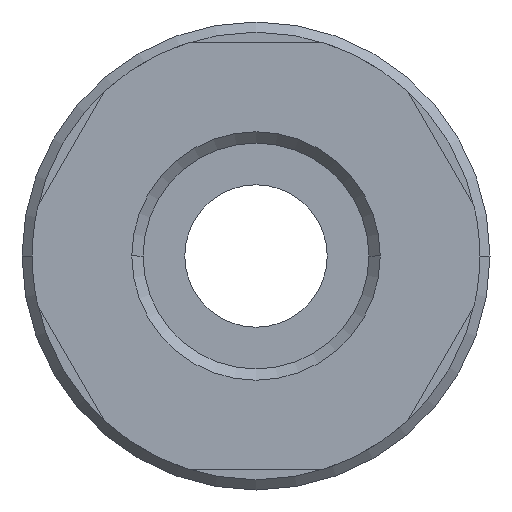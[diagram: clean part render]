
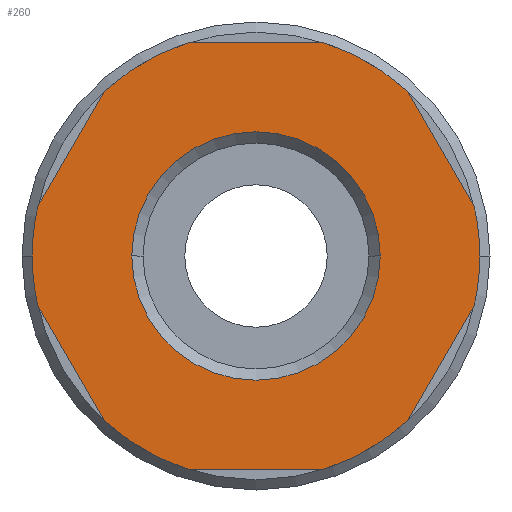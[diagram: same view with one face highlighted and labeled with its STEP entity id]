
A CAD part, front view. The second image highlights one B-rep face of the part: STEP entity #260.
In plain terms, the highlighted planar face has unit normal (0, -1, 0).
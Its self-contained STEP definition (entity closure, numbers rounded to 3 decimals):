
#260=ADVANCED_FACE('',(#526,#527),#528,.T.);
#526=FACE_BOUND('',#789,.T.);
#527=FACE_OUTER_BOUND('',#790,.T.);
#528=PLANE('',#791);
#789=EDGE_LOOP('',(#1444,#1445));
#790=EDGE_LOOP('',(#1446,#1447,#1448,#1449,#1450,#1451,#1452,#1453,#1454,#1455,#1456,#1457,#1458,#1459));
#791=AXIS2_PLACEMENT_3D('',#1460,#1461,#1462);
#1444=ORIENTED_EDGE('',*,*,#1532,.T.);
#1445=ORIENTED_EDGE('',*,*,#1625,.T.);
#1446=ORIENTED_EDGE('',*,*,#1716,.T.);
#1447=ORIENTED_EDGE('',*,*,#1722,.F.);
#1448=ORIENTED_EDGE('',*,*,#1581,.T.);
#1449=ORIENTED_EDGE('',*,*,#1611,.F.);
#1450=ORIENTED_EDGE('',*,*,#1732,.T.);
#1451=ORIENTED_EDGE('',*,*,#1740,.F.);
#1452=ORIENTED_EDGE('',*,*,#1751,.F.);
#1453=ORIENTED_EDGE('',*,*,#1697,.T.);
#1454=ORIENTED_EDGE('',*,*,#1566,.F.);
#1455=ORIENTED_EDGE('',*,*,#1653,.T.);
#1456=ORIENTED_EDGE('',*,*,#1682,.F.);
#1457=ORIENTED_EDGE('',*,*,#1637,.T.);
#1458=ORIENTED_EDGE('',*,*,#1687,.F.);
#1459=ORIENTED_EDGE('',*,*,#1512,.F.);
#1460=CARTESIAN_POINT('',(5.5,0.0,0.0));
#1461=DIRECTION('',(-0.0,-1.0,-0.0));
#1462=DIRECTION('',(-1.0,0.0,0.0));
#1512=EDGE_CURVE('',#1787,#1783,#1789,.T.);
#1532=EDGE_CURVE('',#1823,#1821,#1824,.T.);
#1566=EDGE_CURVE('',#1878,#1873,#1880,.T.);
#1581=EDGE_CURVE('',#1901,#1898,#1902,.T.);
#1611=EDGE_CURVE('',#1944,#1898,#1946,.T.);
#1625=EDGE_CURVE('',#1821,#1823,#1966,.T.);
#1637=EDGE_CURVE('',#1983,#1980,#1984,.T.);
#1653=EDGE_CURVE('',#1878,#2002,#2005,.T.);
#1682=EDGE_CURVE('',#1983,#2002,#2040,.T.);
#1687=EDGE_CURVE('',#1783,#1980,#2045,.T.);
#1697=EDGE_CURVE('',#2059,#1873,#2060,.T.);
#1716=EDGE_CURVE('',#1787,#2079,#2082,.T.);
#1722=EDGE_CURVE('',#1901,#2079,#2088,.T.);
#1732=EDGE_CURVE('',#1944,#2099,#2101,.T.);
#1740=EDGE_CURVE('',#2108,#2099,#2110,.T.);
#1751=EDGE_CURVE('',#2059,#2108,#2121,.T.);
#1783=VERTEX_POINT('',#2169);
#1787=VERTEX_POINT('',#2174);
#1789=CIRCLE('',#2177,11.0);
#1821=VERTEX_POINT('',#2255);
#1823=VERTEX_POINT('',#2258);
#1824=CIRCLE('',#2259,6.105);
#1873=VERTEX_POINT('',#2373);
#1878=VERTEX_POINT('',#2379);
#1880=CIRCLE('',#2382,11.0);
#1898=VERTEX_POINT('',#2404);
#1901=VERTEX_POINT('',#2408);
#1902=LINE('',#2409,#2410);
#1944=VERTEX_POINT('',#2559);
#1946=CIRCLE('',#2562,11.0);
#1966=CIRCLE('',#2608,6.105);
#1980=VERTEX_POINT('',#2622);
#1983=VERTEX_POINT('',#2626);
#1984=LINE('',#2627,#2628);
#2002=VERTEX_POINT('',#2650);
#2005=LINE('',#2654,#2655);
#2040=CIRCLE('',#2694,11.0);
#2045=CIRCLE('',#2701,11.0);
#2059=VERTEX_POINT('',#2715);
#2060=LINE('',#2716,#2717);
#2079=VERTEX_POINT('',#2755);
#2082=LINE('',#2759,#2760);
#2088=CIRCLE('',#2767,11.0);
#2099=VERTEX_POINT('',#2790);
#2101=LINE('',#2793,#2794);
#2108=VERTEX_POINT('',#2812);
#2110=CIRCLE('',#2815,11.0);
#2121=CIRCLE('',#2827,11.0);
#2169=CARTESIAN_POINT('',(-11.0,0.0,0.));
#2174=CARTESIAN_POINT('',(-10.733,0.0,-2.411));
#2177=AXIS2_PLACEMENT_3D('',#2857,#2858,#2859);
#2255=CARTESIAN_POINT('',(6.105,0.0,0.));
#2258=CARTESIAN_POINT('',(-6.105,0.0,0.));
#2259=AXIS2_PLACEMENT_3D('',#2890,#2891,#2892);
#2373=CARTESIAN_POINT('',(7.454,0.0,8.089));
#2379=CARTESIAN_POINT('',(3.279,0.0,10.5));
#2382=AXIS2_PLACEMENT_3D('',#2932,#2933,#2934);
#2404=CARTESIAN_POINT('',(3.279,0.0,-10.5));
#2408=CARTESIAN_POINT('',(-3.279,0.0,-10.5));
#2409=CARTESIAN_POINT('',(2.75,0.0,-10.5));
#2410=VECTOR('',#2955,1.0);
#2559=CARTESIAN_POINT('',(7.454,0.0,-8.089));
#2562=AXIS2_PLACEMENT_3D('',#2977,#2978,#2979);
#2608=AXIS2_PLACEMENT_3D('',#2993,#2994,#2995);
#2622=CARTESIAN_POINT('',(-10.733,0.0,2.411));
#2626=CARTESIAN_POINT('',(-7.454,0.0,8.089));
#2627=CARTESIAN_POINT('',(-8.406,0.0,6.441));
#2628=VECTOR('',#3021,1.0);
#2650=CARTESIAN_POINT('',(-3.279,0.0,10.5));
#2654=CARTESIAN_POINT('',(2.75,0.0,10.5));
#2655=VECTOR('',#3042,1.0);
#2694=AXIS2_PLACEMENT_3D('',#3089,#3090,#3091);
#2701=AXIS2_PLACEMENT_3D('',#3094,#3095,#3096);
#2715=CARTESIAN_POINT('',(10.733,0.0,2.411));
#2716=CARTESIAN_POINT('',(9.781,0.0,4.059));
#2717=VECTOR('',#3115,1.0);
#2755=CARTESIAN_POINT('',(-7.454,0.0,-8.089));
#2759=CARTESIAN_POINT('',(-8.406,0.0,-6.441));
#2760=VECTOR('',#3128,1.0);
#2767=AXIS2_PLACEMENT_3D('',#3133,#3134,#3135);
#2790=CARTESIAN_POINT('',(10.733,0.0,-2.411));
#2793=CARTESIAN_POINT('',(9.781,0.0,-4.059));
#2794=VECTOR('',#3144,1.0);
#2812=CARTESIAN_POINT('',(11.0,0.0,0.));
#2815=AXIS2_PLACEMENT_3D('',#3146,#3147,#3148);
#2827=AXIS2_PLACEMENT_3D('',#3153,#3154,#3155);
#2857=CARTESIAN_POINT('',(0.0,0.0,0.0));
#2858=DIRECTION('',(-0.0,1.0,0.0));
#2859=DIRECTION('',(1.0,0.0,0.0));
#2890=CARTESIAN_POINT('',(0.0,0.0,0.0));
#2891=DIRECTION('',(-0.0,1.0,0.0));
#2892=DIRECTION('',(1.0,0.0,0.0));
#2932=CARTESIAN_POINT('',(0.0,0.0,0.0));
#2933=DIRECTION('',(-0.0,1.0,0.0));
#2934=DIRECTION('',(1.0,0.0,0.0));
#2955=DIRECTION('',(1.0,-0.0,0.0));
#2977=CARTESIAN_POINT('',(0.0,0.0,0.0));
#2978=DIRECTION('',(-0.0,1.0,0.0));
#2979=DIRECTION('',(1.0,0.0,0.0));
#2993=CARTESIAN_POINT('',(0.0,0.0,0.0));
#2994=DIRECTION('',(-0.0,1.0,0.0));
#2995=DIRECTION('',(1.0,0.0,0.0));
#3021=DIRECTION('',(-0.5,0.0,-0.866));
#3042=DIRECTION('',(-1.0,0.0,0.));
#3089=CARTESIAN_POINT('',(0.0,0.0,0.0));
#3090=DIRECTION('',(-0.0,1.0,0.0));
#3091=DIRECTION('',(1.0,0.0,0.0));
#3094=CARTESIAN_POINT('',(0.0,0.0,0.0));
#3095=DIRECTION('',(-0.0,1.0,0.0));
#3096=DIRECTION('',(1.0,0.0,0.0));
#3115=DIRECTION('',(-0.5,0.0,0.866));
#3128=DIRECTION('',(0.5,0.0,-0.866));
#3133=CARTESIAN_POINT('',(0.0,0.0,0.0));
#3134=DIRECTION('',(-0.0,1.0,0.0));
#3135=DIRECTION('',(1.0,0.0,0.0));
#3144=DIRECTION('',(0.5,-0.0,0.866));
#3146=CARTESIAN_POINT('',(0.0,0.0,0.0));
#3147=DIRECTION('',(-0.0,1.0,0.0));
#3148=DIRECTION('',(1.0,0.0,0.0));
#3153=CARTESIAN_POINT('',(0.0,0.0,0.0));
#3154=DIRECTION('',(-0.0,1.0,0.0));
#3155=DIRECTION('',(1.0,0.0,0.0));
